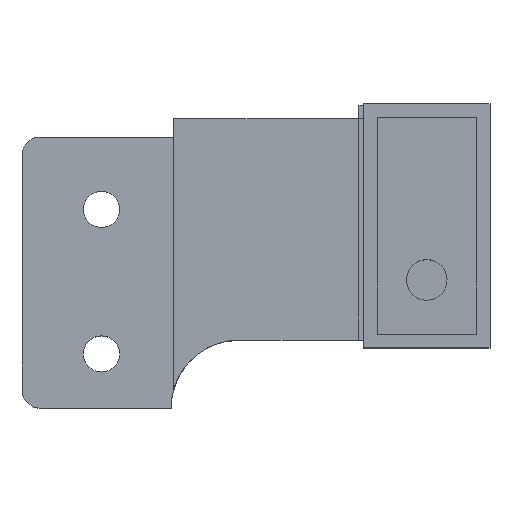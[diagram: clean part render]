
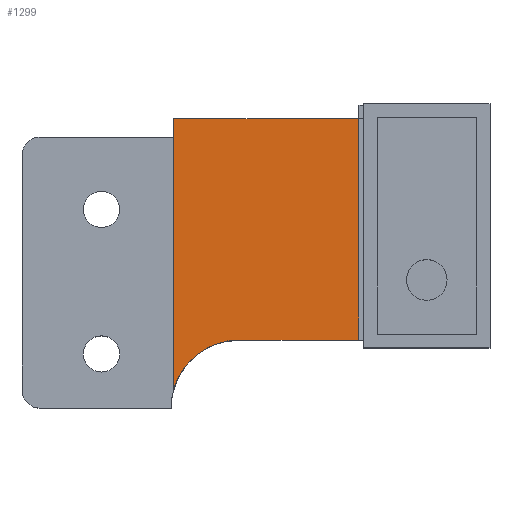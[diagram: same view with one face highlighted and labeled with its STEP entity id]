
A CAD part, top view. The second image highlights one B-rep face of the part: STEP entity #1299.
In plain terms, the highlighted planar face has unit normal (0, 0, 1).
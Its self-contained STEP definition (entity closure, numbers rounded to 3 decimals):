
#4 = DIRECTION ( 'NONE',  ( -1., 0., 0. ) ) ;
#13 = VERTEX_POINT ( 'NONE', #1282 ) ;
#34 = EDGE_CURVE ( 'NONE', #331, #1207, #629, .T. ) ;
#73 = DIRECTION ( 'NONE',  ( -1., 0., 0. ) ) ;
#88 = EDGE_CURVE ( 'NONE', #1207, #209, #1127, .T. ) ;
#209 = VERTEX_POINT ( 'NONE', #973 ) ;
#218 = CARTESIAN_POINT ( 'NONE',  ( 50.4, 0., 21. ) ) ;
#277 = CIRCLE ( 'NONE', #510, 7.5 ) ;
#285 = EDGE_CURVE ( 'NONE', #13, #1276, #982, .T. ) ;
#308 = EDGE_CURVE ( 'NONE', #209, #13, #478, .T. ) ;
#331 = VERTEX_POINT ( 'NONE', #1293 ) ;
#341 = VECTOR ( 'NONE', #682, 1000. ) ;
#354 = ORIENTED_EDGE ( 'NONE', *, *, #285, .F. ) ;
#374 = CARTESIAN_POINT ( 'NONE',  ( 32.4, -24.5, 21. ) ) ;
#421 = EDGE_CURVE ( 'NONE', #1276, #331, #277, .T. ) ;
#423 = VECTOR ( 'NONE', #820, 1000. ) ;
#438 = ORIENTED_EDGE ( 'NONE', *, *, #308, .F. ) ;
#446 = VECTOR ( 'NONE', #73, 1000. ) ;
#461 = ORIENTED_EDGE ( 'NONE', *, *, #88, .F. ) ;
#469 = DIRECTION ( 'NONE',  ( 0., 0., 1. ) ) ;
#478 = LINE ( 'NONE', #1187, #341 ) ;
#510 = AXIS2_PLACEMENT_3D ( 'NONE', #1022, #1206, #4 ) ;
#554 = AXIS2_PLACEMENT_3D ( 'NONE', #1247, #469, #1179 ) ;
#560 = ORIENTED_EDGE ( 'NONE', *, *, #34, .F. ) ;
#598 = ORIENTED_EDGE ( 'NONE', *, *, #421, .F. ) ;
#620 = DIRECTION ( 'NONE',  ( 1., 0., 0. ) ) ;
#629 = LINE ( 'NONE', #814, #423 ) ;
#644 = PLANE ( 'NONE',  #554 ) ;
#680 = FACE_OUTER_BOUND ( 'NONE', #974, .T. ) ;
#682 = DIRECTION ( 'NONE',  ( 0., -1., 0. ) ) ;
#750 = CARTESIAN_POINT ( 'NONE',  ( 25.2, 0., 21. ) ) ;
#814 = CARTESIAN_POINT ( 'NONE',  ( 25.2, 0., 21. ) ) ;
#820 = DIRECTION ( 'NONE',  ( 0., 1., 0. ) ) ;
#973 = CARTESIAN_POINT ( 'NONE',  ( 50.4, 0., 21. ) ) ;
#974 = EDGE_LOOP ( 'NONE', ( #598, #354, #438, #461, #560 ) ) ;
#982 = LINE ( 'NONE', #1298, #446 ) ;
#1022 = CARTESIAN_POINT ( 'NONE',  ( 32.4, -32., 21. ) ) ;
#1127 = LINE ( 'NONE', #218, #1175 ) ;
#1175 = VECTOR ( 'NONE', #620, 1000. ) ;
#1179 = DIRECTION ( 'NONE',  ( -1., 0., 0. ) ) ;
#1187 = CARTESIAN_POINT ( 'NONE',  ( 50.4, -24.5, 21. ) ) ;
#1206 = DIRECTION ( 'NONE',  ( 0., 0., 1. ) ) ;
#1207 = VERTEX_POINT ( 'NONE', #750 ) ;
#1247 = CARTESIAN_POINT ( 'NONE',  ( 32.4, -32., 21. ) ) ;
#1276 = VERTEX_POINT ( 'NONE', #374 ) ;
#1282 = CARTESIAN_POINT ( 'NONE',  ( 50.4, -24.5, 21. ) ) ;
#1293 = CARTESIAN_POINT ( 'NONE',  ( 25.2, -29.9, 21. ) ) ;
#1298 = CARTESIAN_POINT ( 'NONE',  ( 32.4, -24.5, 21. ) ) ;
#1299 = ADVANCED_FACE ( 'NONE', ( #680 ), #644, .T. ) ;
